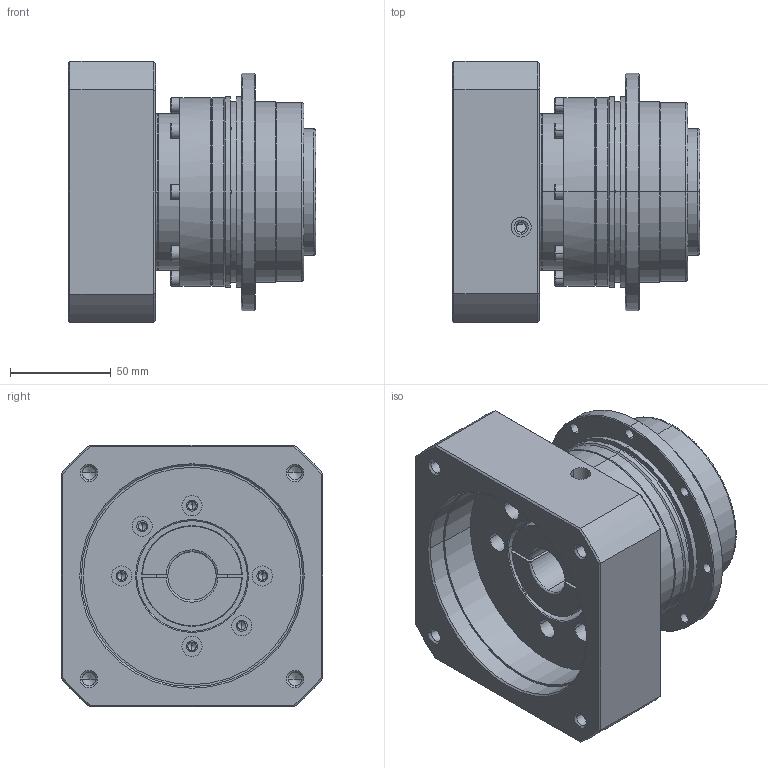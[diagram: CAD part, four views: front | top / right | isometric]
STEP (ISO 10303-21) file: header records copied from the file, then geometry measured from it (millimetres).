
FILE_DESCRIPTION (( 'STEP AP214' ), '1' );
FILE_NAME ('SD090-L1-24-110-145M8.STEP', '2022-02-19T09:01:58', ( 'admin' ), ( '' ), 'SwSTEP 2.0', 'SolidWorks 2013', '' );
FILE_SCHEMA (( 'AUTOMOTIVE_DESIGN' ));
Length unit declared in the file: millimetre
Products named in the file (4): SD090_X2_8F9351FA7AEF_X0_; PB090-110-145M8; PB090_X2_58F34F537AEF_X0_-19; SD090-L1-24-110-145M8
Assembly tree (3 placements, depth 2):
  SD090-L1-24-110-145M8
    PB090_X2_58F34F537AEF_X0_-19
    PB090-110-145M8
    SD090_X2_8F9351FA7AEF_X0_
Bounding box: 123 x 130 x 130 mm (x, y, z)
Volume: 907920.1 mm3; surface area: 143632 mm2
Topology: 4 solids, 4 shells, 503 faces, 1201 edges, 710 vertices
Faces by surface type: cylinder 205, cone 147, plane 126, bspline 25
Entity records: 20455 total; most frequent: CARTESIAN_POINT 3302, DIRECTION 2539, ORIENTED_EDGE 2238, EDGE_CURVE 1119, AXIS2_PLACEMENT_3D 1003, VERTEX_POINT 704, EDGE_LOOP 625, VECTOR 533
